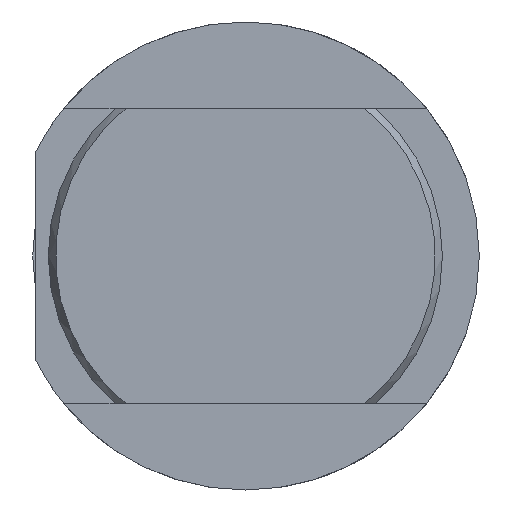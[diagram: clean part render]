
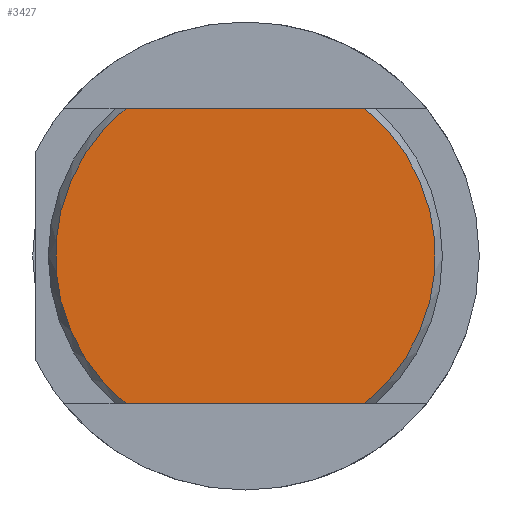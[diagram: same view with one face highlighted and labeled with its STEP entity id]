
A CAD part, left-side view. The second image highlights one B-rep face of the part: STEP entity #3427.
In plain terms, the highlighted planar face has unit normal (-1, 0, 0).
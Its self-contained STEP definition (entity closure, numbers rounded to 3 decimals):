
#505 = ORIENTED_EDGE ( 'NONE', *, *, #904, .F. ) ;
#506 = ORIENTED_EDGE ( 'NONE', *, *, #896, .T. ) ;
#507 = ORIENTED_EDGE ( 'NONE', *, *, #902, .F. ) ;
#508 = ORIENTED_EDGE ( 'NONE', *, *, #903, .T. ) ;
#676 = VECTOR ( 'NONE', #3049, 1000. ) ;
#677 = VECTOR ( 'NONE', #3045, 1000. ) ;
#679 = CIRCLE ( 'NONE', #1120, 7.711 ) ;
#681 = LINE ( 'NONE', #2685, #676 ) ;
#684 = LINE ( 'NONE', #2959, #677 ) ;
#687 = CIRCLE ( 'NONE', #3567, 7.711 ) ;
#896 = EDGE_CURVE ( 'NONE', #3182, #3010, #679, .T. ) ;
#902 = EDGE_CURVE ( 'NONE', #3182, #2902, #684, .T. ) ;
#903 = EDGE_CURVE ( 'NONE', #3147, #2902, #687, .T. ) ;
#904 = EDGE_CURVE ( 'NONE', #3147, #3010, #681, .T. ) ;
#1120 = AXIS2_PLACEMENT_3D ( 'NONE', #2969, #2739, #2527 ) ;
#1582 = CARTESIAN_POINT ( 'NONE',  ( 0., -4.844, 6. ) ) ;
#1612 = CARTESIAN_POINT ( 'NONE',  ( 0., 4.844, -6. ) ) ;
#1625 = CARTESIAN_POINT ( 'NONE',  ( 0., -4.844, -6. ) ) ;
#1635 = CARTESIAN_POINT ( 'NONE',  ( 0., 4.844, 6. ) ) ;
#1851 = CARTESIAN_POINT ( 'NONE',  ( 0., 0., 0. ) ) ;
#1852 = PLANE ( 'NONE',  #3514 ) ;
#1854 = DIRECTION ( 'NONE',  ( 1., 0., 0. ) ) ;
#1855 = DIRECTION ( 'NONE',  ( 0., 0., -1. ) ) ;
#2527 = DIRECTION ( 'NONE',  ( 0., 0., -1. ) ) ;
#2648 = DIRECTION ( 'NONE',  ( -1., 0., 0. ) ) ;
#2649 = DIRECTION ( 'NONE',  ( 0., 0., -1. ) ) ;
#2685 = CARTESIAN_POINT ( 'NONE',  ( 0., 7.365, -6. ) ) ;
#2739 = DIRECTION ( 'NONE',  ( -1., 0., 0. ) ) ;
#2902 = VERTEX_POINT ( 'NONE', #1582 ) ;
#2947 = FACE_OUTER_BOUND ( 'NONE', #3365, .T. ) ;
#2959 = CARTESIAN_POINT ( 'NONE',  ( 0., 7.365, 6. ) ) ;
#2969 = CARTESIAN_POINT ( 'NONE',  ( 0., 0., 0. ) ) ;
#3010 = VERTEX_POINT ( 'NONE', #1612 ) ;
#3045 = DIRECTION ( 'NONE',  ( 0., -1., 0. ) ) ;
#3049 = DIRECTION ( 'NONE',  ( 0., 1., 0. ) ) ;
#3147 = VERTEX_POINT ( 'NONE', #1625 ) ;
#3182 = VERTEX_POINT ( 'NONE', #1635 ) ;
#3268 = CARTESIAN_POINT ( 'NONE',  ( 0., 0., 0. ) ) ;
#3365 = EDGE_LOOP ( 'NONE', ( #508, #507, #506, #505 ) ) ;
#3427 = ADVANCED_FACE ( 'NONE', ( #2947 ), #1852, .F. ) ;
#3514 = AXIS2_PLACEMENT_3D ( 'NONE', #1851, #1854, #1855 ) ;
#3567 = AXIS2_PLACEMENT_3D ( 'NONE', #3268, #2648, #2649 ) ;
